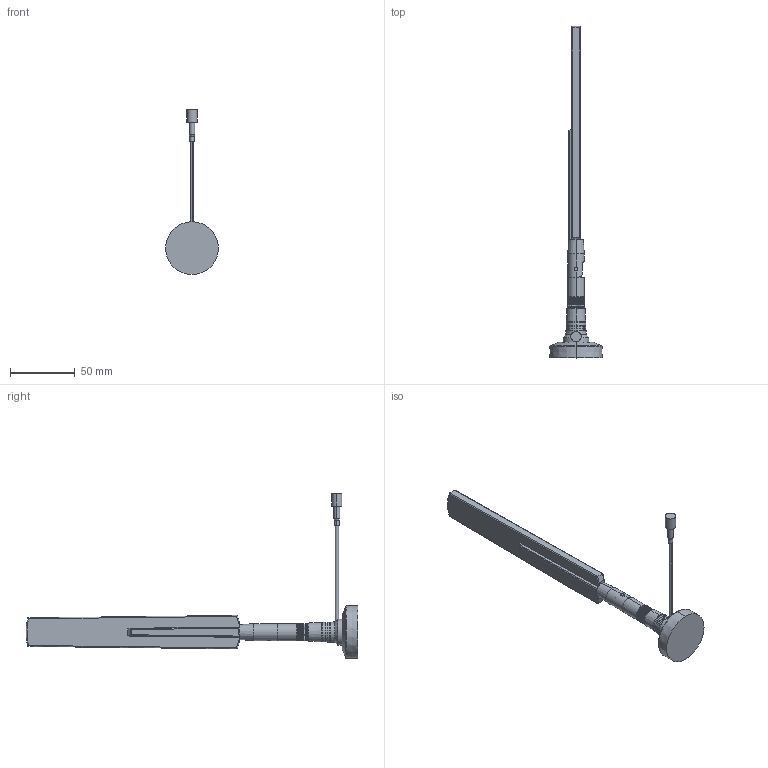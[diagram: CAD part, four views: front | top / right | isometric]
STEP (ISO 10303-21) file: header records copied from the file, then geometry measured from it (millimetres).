
FILE_DESCRIPTION (( 'STEP AP214' ), '1' );
FILE_NAME ('HG2458MGRD-RTP.STEP', '2013-04-17T14:43:42', ( 'x' ), ( '' ), 'SwSTEP 2.0', 'SolidWorks 2012', '' );
FILE_SCHEMA (( 'AUTOMOTIVE_DESIGN' ));
Length unit declared in the file: inch
Products named in the file (7): HG2458-5RD-RSP; HG2458-5RD-RSP_SWIVEL; HG2458-5RD-RSP_ANTENNA; Connector Rep_100cable_HeatShrink; 100-CABLE_3INCH; HMA6-RSPxx_Body; HG2458MGRD-RTP
Assembly tree (6 placements, depth 3):
  HG2458MGRD-RTP
    HMA6-RSPxx_Body
    100-CABLE_3INCH
    Connector Rep_100cable_HeatShrink
    HG2458-5RD-RSP
      HG2458-5RD-RSP_ANTENNA
      HG2458-5RD-RSP_SWIVEL
Bounding box: 40.82 x 256.87 x 127.72 mm (x, y, z)
Volume: 54309.7 mm3; surface area: 20997.5 mm2
Topology: 5 solids, 5 shells, 559 faces, 1437 edges, 914 vertices
Faces by surface type: plane 247, cylinder 206, cone 86, torus 20
Entity records: 24482 total; most frequent: CARTESIAN_POINT 3125, DIRECTION 3064, ORIENTED_EDGE 2874, EDGE_CURVE 1437, AXIS2_PLACEMENT_3D 1087, VERTEX_POINT 914, LINE 890, VECTOR 890
